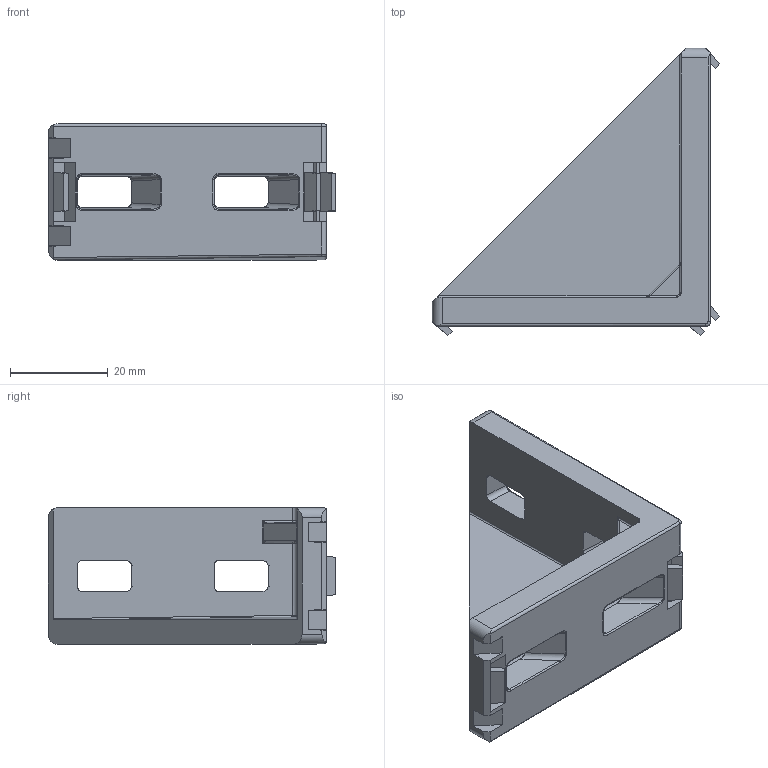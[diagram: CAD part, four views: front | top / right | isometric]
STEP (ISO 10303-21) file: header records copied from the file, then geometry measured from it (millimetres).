
FILE_DESCRIPTION (( 'STEP AP214' ), '1' );
FILE_NAME ('6268120', '2019-01-28T17:15:19', ( '' ), ('JUGARD+KÜNSTNER GmbH'), 'SwSTEP 2.0', 'SolidWorks 2017', '' );
FILE_SCHEMA (( 'AUTOMOTIVE_DESIGN' ));
Length unit declared in the file: millimetre
Products named in the file (1): 6268120
Bounding box: 58.89 x 58.89 x 28 mm (x, y, z)
Volume: 21680.4 mm3; surface area: 10386.8 mm2
Topology: 1 solids, 1 shells, 170 faces, 438 edges, 270 vertices
Faces by surface type: plane 82, cylinder 55, bspline 33
Entity records: 5972 total; most frequent: CARTESIAN_POINT 2134, ORIENTED_EDGE 868, DIRECTION 677, EDGE_CURVE 434, VECTOR 277, LINE 277, VERTEX_POINT 270, AXIS2_PLACEMENT_3D 200
